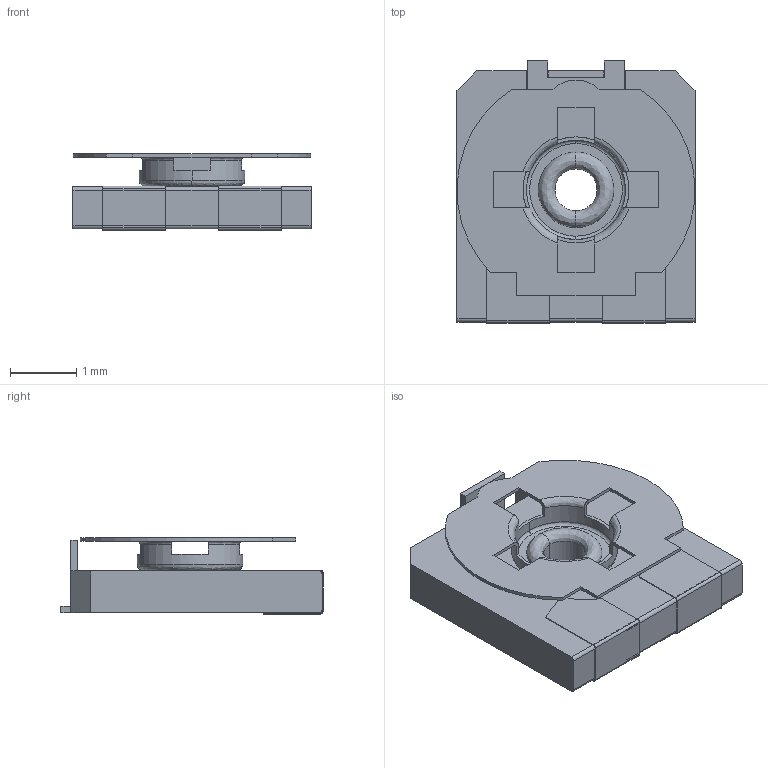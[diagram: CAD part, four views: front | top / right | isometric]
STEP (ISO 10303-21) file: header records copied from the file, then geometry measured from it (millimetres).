
FILE_DESCRIPTION(('FreeCAD Model'),'2;1');
FILE_NAME('User Library-TC-33X-2.step', '2018-12-31T12:10:42',('kicad StepUp'),('ksu MCAD'), 'Open CASCADE STEP processor 7.2','FreeCAD','Unknown');
FILE_SCHEMA(('AUTOMOTIVE_DESIGN { 1 0 10303 214 1 1 1 1 }'));
Length unit declared in the file: millimetre
Products named in the file (1): User_Library-TC-33X-2
Bounding box: 3.6 x 3.96 x 1.15 mm (x, y, z)
Volume: 8.6 mm3; surface area: 64.6 mm2
Topology: 1 solids, 1 shells, 124 faces, 368 edges, 238 vertices
Faces by surface type: plane 83, cylinder 25, bspline 16
Entity records: 5540 total; most frequent: CARTESIAN_POINT 1367, ORIENTED_EDGE 736, DIRECTION 636, EDGE_CURVE 368, LINE 262, VECTOR 262, VERTEX_POINT 238, AXIS2_PLACEMENT_3D 187
